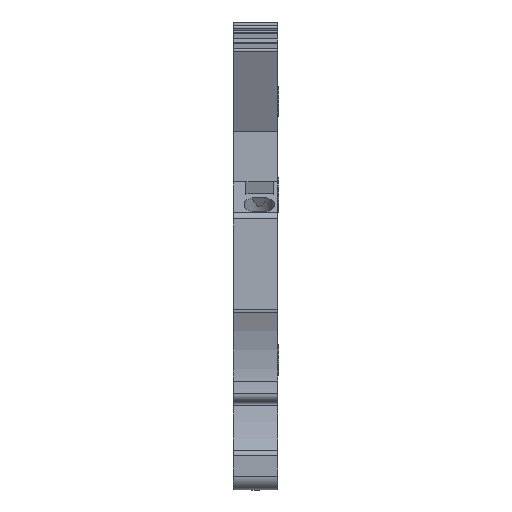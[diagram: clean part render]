
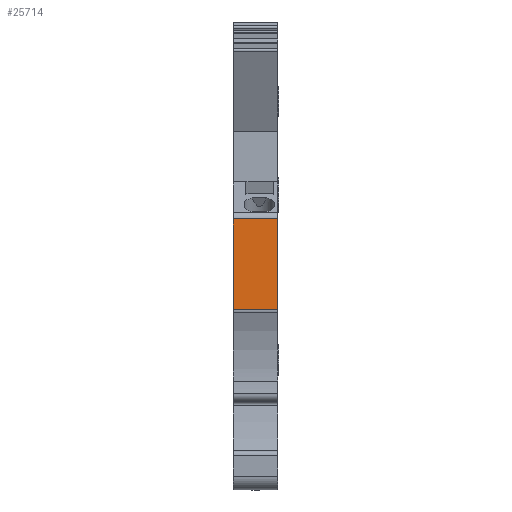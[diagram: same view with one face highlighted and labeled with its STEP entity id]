
A CAD part, front view. The second image highlights one B-rep face of the part: STEP entity #25714.
In plain terms, the highlighted planar face has unit normal (0, -1, 0).
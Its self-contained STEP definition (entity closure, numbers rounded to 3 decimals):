
#25701=AXIS2_PLACEMENT_3D('Plane Axis2P3D',#25698,#25699,#25700) ;
#2591=CARTESIAN_POINT('Vertex',(6.,0.,36.427)) ;
#2594=CARTESIAN_POINT('Line Origine',(6.,0.,30.342)) ;
#2598=CARTESIAN_POINT('Vertex',(6.,0.,24.257)) ;
#4050=CARTESIAN_POINT('Vertex',(0.,0.,24.257)) ;
#4053=CARTESIAN_POINT('Line Origine',(0.,0.,30.342)) ;
#4057=CARTESIAN_POINT('Vertex',(0.,0.,36.427)) ;
#25683=CARTESIAN_POINT('Line Origine',(2.39,0.,36.427)) ;
#25698=CARTESIAN_POINT('Axis2P3D Location',(6.,0.,24.257)) ;
#25703=CARTESIAN_POINT('Line Origine',(3.,0.,24.257)) ;
#2595=DIRECTION('Vector Direction',(0.,0.,1.)) ;
#4054=DIRECTION('Vector Direction',(0.,0.,1.)) ;
#25684=DIRECTION('Vector Direction',(1.,0.,0.)) ;
#25699=DIRECTION('Axis2P3D Direction',(0.,-1.,0.)) ;
#25700=DIRECTION('Axis2P3D XDirection',(0.,0.,1.)) ;
#25704=DIRECTION('Vector Direction',(-1.,0.,0.)) ;
#2596=VECTOR('Line Direction',#2595,1.) ;
#4055=VECTOR('Line Direction',#4054,1.) ;
#25685=VECTOR('Line Direction',#25684,1.) ;
#25705=VECTOR('Line Direction',#25704,1.) ;
#25709=ORIENTED_EDGE('',*,*,#4059,.F.) ;
#25710=ORIENTED_EDGE('',*,*,#25707,.F.) ;
#25711=ORIENTED_EDGE('',*,*,#2600,.T.) ;
#25712=ORIENTED_EDGE('',*,*,#25687,.T.) ;
#25714=ADVANCED_FACE('KLEMME',(#25713),#25702,.T.) ;
#2600=EDGE_CURVE('',#2599,#2592,#2597,.T.) ;
#4059=EDGE_CURVE('',#4051,#4058,#4056,.T.) ;
#25687=EDGE_CURVE('',#2592,#4058,#25686,.F.) ;
#25707=EDGE_CURVE('',#2599,#4051,#25706,.T.) ;
#25708=EDGE_LOOP('',(#25709,#25710,#25711,#25712)) ;
#25713=FACE_OUTER_BOUND('',#25708,.T.) ;
#2597=LINE('Line',#2594,#2596) ;
#4056=LINE('Line',#4053,#4055) ;
#25686=LINE('Line',#25683,#25685) ;
#25706=LINE('Line',#25703,#25705) ;
#25702=PLANE('',#25701) ;
#2592=VERTEX_POINT('',#2591) ;
#2599=VERTEX_POINT('',#2598) ;
#4051=VERTEX_POINT('',#4050) ;
#4058=VERTEX_POINT('',#4057) ;
